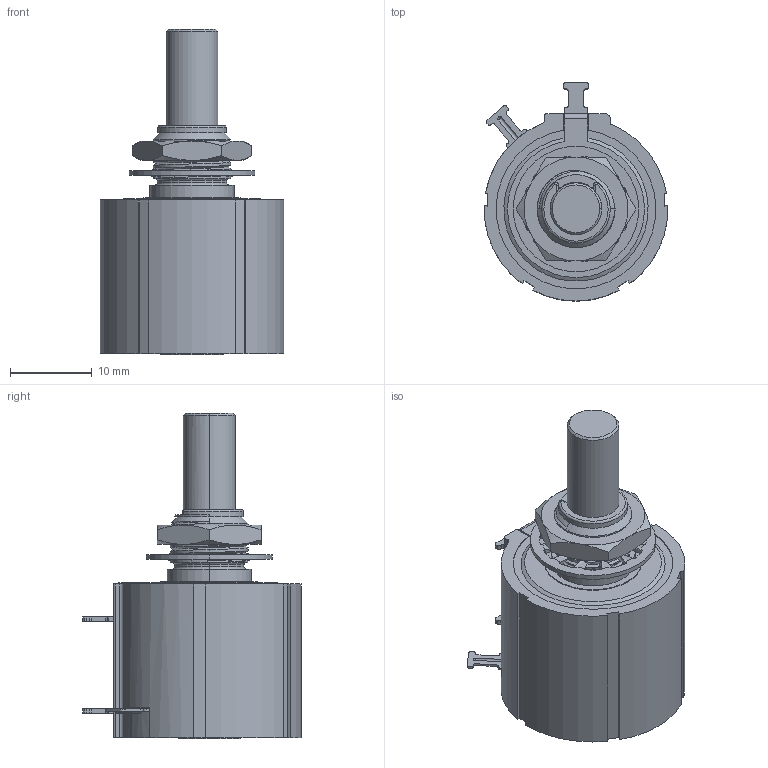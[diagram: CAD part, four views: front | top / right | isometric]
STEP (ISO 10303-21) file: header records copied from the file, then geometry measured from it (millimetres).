
FILE_DESCRIPTION((''),'2;1');
FILE_NAME('7280-27A_SW0004','2014-07-17T',('bmozley'),(''),'PRO/ENGINEER BY PARAMETRIC TECHNOLOGY CORPORATION, 2014000','PRO/ENGINEER BY PARAMETRIC TECHNOLOGY CORPORATION, 2014000','');
FILE_SCHEMA(('CONFIG_CONTROL_DESIGN'));
Length unit declared in the file: inch
Products named in the file (1): 7280-27A_SW0004
Bounding box: 22.49 x 26.72 x 39.85 mm (x, y, z)
Volume: 8728.8 mm3; surface area: 4002.9 mm2
Topology: 1 solids, 1 shells, 466 faces, 1457 edges, 938 vertices
Faces by surface type: plane 191, cylinder 179, bspline 60, cone 24, torus 11, sphere 1
Entity records: 23463 total; most frequent: CARTESIAN_POINT 10932, ORIENTED_EDGE 2910, DIRECTION 2292, EDGE_CURVE 1455, VERTEX_POINT 938, AXIS2_PLACEMENT_3D 765, VECTOR 762, LINE 762
